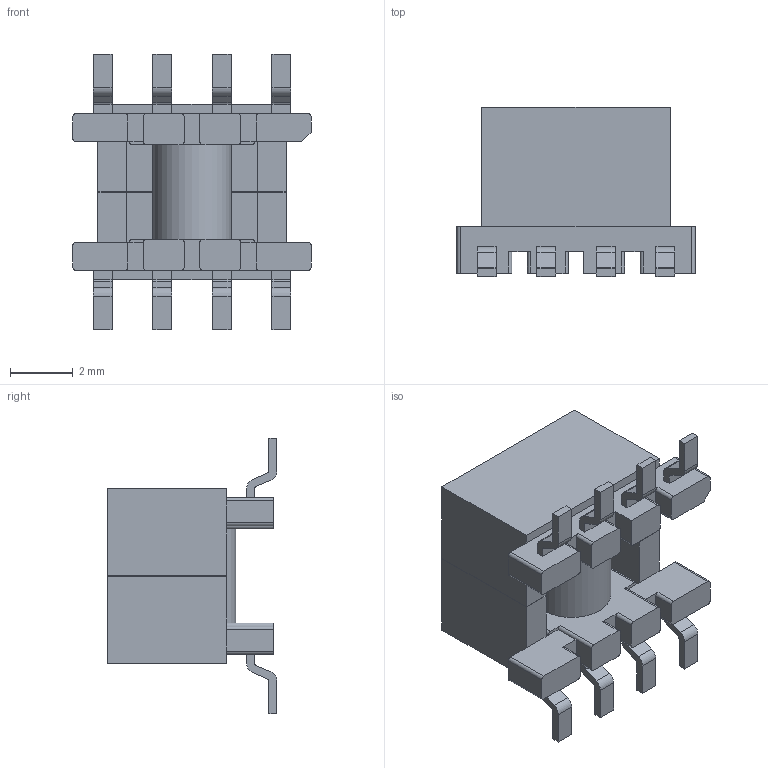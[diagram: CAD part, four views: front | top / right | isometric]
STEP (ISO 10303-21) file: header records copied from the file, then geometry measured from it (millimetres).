
FILE_DESCRIPTION((''),'2;1');
FILE_NAME('SM51430EL','2016-02-25T',('shirleyliu'),(''),'PRO/ENGINEER BY PARAMETRIC TECHNOLOGY CORPORATION, 2008310','PRO/ENGINEER BY PARAMETRIC TECHNOLOGY CORPORATION, 2008310','');
FILE_SCHEMA(('CONFIG_CONTROL_DESIGN'));
Length unit declared in the file: millimetre
Products named in the file (1): SM51430EL
Bounding box: 7.6 x 5.4 x 8.8 mm (x, y, z)
Volume: 113.9 mm3; surface area: 390.8 mm2
Topology: 1 solids, 1 shells, 243 faces, 754 edges, 542 vertices
Faces by surface type: plane 153, cylinder 82, torus 8
Entity records: 8296 total; most frequent: CARTESIAN_POINT 1470, DIRECTION 1422, ORIENTED_EDGE 1314, EDGE_CURVE 657, VECTOR 558, LINE 558, AXIS2_PLACEMENT_3D 432, VERTEX_POINT 424
